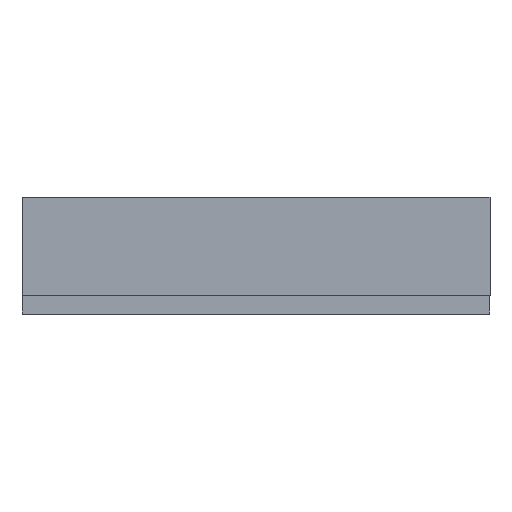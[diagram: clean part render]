
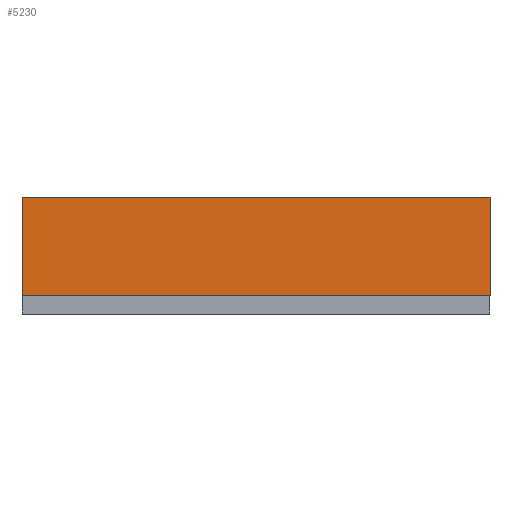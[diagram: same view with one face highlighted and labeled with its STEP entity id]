
A CAD part, top view. The second image highlights one B-rep face of the part: STEP entity #5230.
In plain terms, the highlighted planar face has unit normal (0, 0, 1).
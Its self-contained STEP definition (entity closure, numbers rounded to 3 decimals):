
#56 = CARTESIAN_POINT ( 'NONE',  ( -1.5, 0.63, 1.5 ) ) ;
#78 = DIRECTION ( 'NONE',  ( 0., -1., 0. ) ) ;
#204 = VERTEX_POINT ( 'NONE', #56 ) ;
#494 = VERTEX_POINT ( 'NONE', #2118 ) ;
#1272 = VERTEX_POINT ( 'NONE', #5287 ) ;
#1341 = VECTOR ( 'NONE', #78, 1000. ) ;
#1406 = LINE ( 'NONE', #3633, #1341 ) ;
#1801 = CARTESIAN_POINT ( 'NONE',  ( 1.5, 0.63, 1.5 ) ) ;
#1826 = DIRECTION ( 'NONE',  ( 0., -1., 0. ) ) ;
#2003 = EDGE_CURVE ( 'NONE', #494, #1272, #2512, .T. ) ;
#2118 = CARTESIAN_POINT ( 'NONE',  ( -1.5, 0., 1.5 ) ) ;
#2185 = ORIENTED_EDGE ( 'NONE', *, *, #2003, .T. ) ;
#2350 = CARTESIAN_POINT ( 'NONE',  ( -1.5, 0.63, 1.5 ) ) ;
#2428 = EDGE_LOOP ( 'NONE', ( #2185, #6736, #3256, #5968 ) ) ;
#2444 = VECTOR ( 'NONE', #2687, 1000. ) ;
#2512 = LINE ( 'NONE', #2735, #2444 ) ;
#2550 = EDGE_CURVE ( 'NONE', #204, #494, #1406, .T. ) ;
#2687 = DIRECTION ( 'NONE',  ( 1., 0., 0. ) ) ;
#2735 = CARTESIAN_POINT ( 'NONE',  ( -1.5, 0., 1.5 ) ) ;
#3256 = ORIENTED_EDGE ( 'NONE', *, *, #3732, .F. ) ;
#3633 = CARTESIAN_POINT ( 'NONE',  ( -1.5, 0.63, 1.5 ) ) ;
#3732 = EDGE_CURVE ( 'NONE', #204, #4011, #4645, .T. ) ;
#3961 = DIRECTION ( 'NONE',  ( 1., 0., 0. ) ) ;
#4011 = VERTEX_POINT ( 'NONE', #5091 ) ;
#4467 = VECTOR ( 'NONE', #3961, 1000. ) ;
#4516 = EDGE_CURVE ( 'NONE', #4011, #1272, #5656, .T. ) ;
#4645 = LINE ( 'NONE', #2350, #4467 ) ;
#5091 = CARTESIAN_POINT ( 'NONE',  ( 1.5, 0.63, 1.5 ) ) ;
#5230 = ADVANCED_FACE ( 'NONE', ( #6944 ), #7185, .F. ) ;
#5287 = CARTESIAN_POINT ( 'NONE',  ( 1.5, 0., 1.5 ) ) ;
#5482 = VECTOR ( 'NONE', #1826, 1000. ) ;
#5656 = LINE ( 'NONE', #1801, #5482 ) ;
#5968 = ORIENTED_EDGE ( 'NONE', *, *, #2550, .T. ) ;
#6736 = ORIENTED_EDGE ( 'NONE', *, *, #4516, .F. ) ;
#6944 = FACE_OUTER_BOUND ( 'NONE', #2428, .T. ) ;
#7063 = DIRECTION ( 'NONE',  ( -1., 0., 0. ) ) ;
#7070 = DIRECTION ( 'NONE',  ( 0., 0., -1. ) ) ;
#7185 = PLANE ( 'NONE',  #7468 ) ;
#7230 = CARTESIAN_POINT ( 'NONE',  ( -1.5, 0.63, 1.5 ) ) ;
#7468 = AXIS2_PLACEMENT_3D ( 'NONE', #7230, #7070, #7063 ) ;
